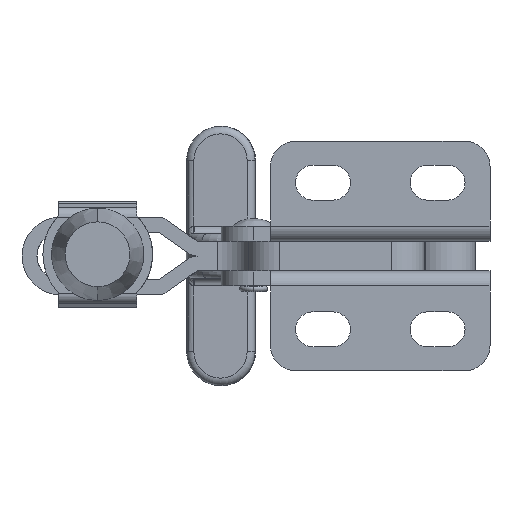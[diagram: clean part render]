
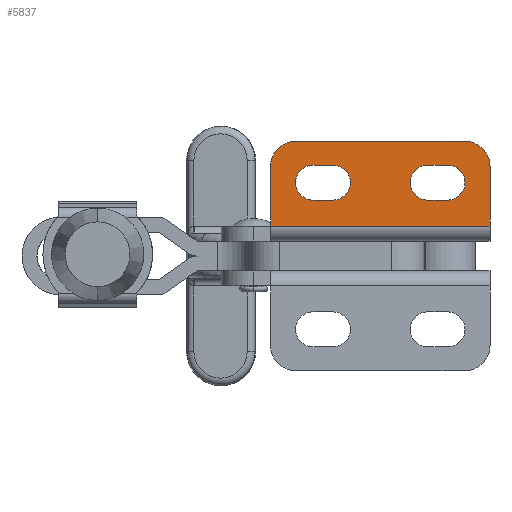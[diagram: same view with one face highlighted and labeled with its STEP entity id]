
A CAD part, front view. The second image highlights one B-rep face of the part: STEP entity #5837.
In plain terms, the highlighted planar face has unit normal (0, -1, 0).
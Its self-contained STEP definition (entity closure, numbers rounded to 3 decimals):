
#101 = VECTOR ( 'NONE', #16945, 1000. ) ;
#639 = CARTESIAN_POINT ( 'NONE',  ( -44., 0., 8.211 ) ) ;
#715 = LINE ( 'NONE', #2717, #6528 ) ;
#909 = CIRCLE ( 'NONE', #1662, 3.5 ) ;
#950 = LINE ( 'NONE', #22939, #14944 ) ;
#1209 = CARTESIAN_POINT ( 'NONE',  ( -5., 0., 15. ) ) ;
#1651 = VERTEX_POINT ( 'NONE', #30600 ) ;
#1662 = AXIS2_PLACEMENT_3D ( 'NONE', #5674, #23094, #8200 ) ;
#1802 = EDGE_CURVE ( 'NONE', #29364, #21367, #4847, .T. ) ;
#1819 = CARTESIAN_POINT ( 'NONE',  ( -44., 0., 3. ) ) ;
#2250 = DIRECTION ( 'NONE',  ( 0., -1., 0. ) ) ;
#2389 = ORIENTED_EDGE ( 'NONE', *, *, #31296, .F. ) ;
#2717 = CARTESIAN_POINT ( 'NONE',  ( -44., 0., 3. ) ) ;
#3061 = DIRECTION ( 'NONE',  ( 0., 1., 0. ) ) ;
#3503 = EDGE_CURVE ( 'NONE', #18622, #5960, #23080, .T. ) ;
#3666 = CARTESIAN_POINT ( 'NONE',  ( -12.5, 0., 8.211 ) ) ;
#3698 = DIRECTION ( 'NONE',  ( 0., 0., 1. ) ) ;
#4536 = EDGE_CURVE ( 'NONE', #27097, #5343, #19941, .T. ) ;
#4704 = VECTOR ( 'NONE', #27660, 1000. ) ;
#4847 = LINE ( 'NONE', #21572, #10677 ) ;
#5343 = VERTEX_POINT ( 'NONE', #31023 ) ;
#5674 = CARTESIAN_POINT ( 'NONE',  ( -8.5, 0., 11.711 ) ) ;
#5837 = ADVANCED_FACE ( 'NONE', ( #10165, #21058, #21840 ), #14078, .F. ) ;
#5960 = VERTEX_POINT ( 'NONE', #9939 ) ;
#6264 = ORIENTED_EDGE ( 'NONE', *, *, #30913, .T. ) ;
#6528 = VECTOR ( 'NONE', #20106, 1000. ) ;
#6801 = DIRECTION ( 'NONE',  ( 0., 0., 1. ) ) ;
#7082 = CARTESIAN_POINT ( 'NONE',  ( -35.5, 0., 11.711 ) ) ;
#7424 = VERTEX_POINT ( 'NONE', #3666 ) ;
#7681 = CARTESIAN_POINT ( 'NONE',  ( -44., 0., 20. ) ) ;
#7771 = CARTESIAN_POINT ( 'NONE',  ( -44., 0., 15.211 ) ) ;
#7779 = CARTESIAN_POINT ( 'NONE',  ( -31.5, 0., 11.711 ) ) ;
#8121 = EDGE_LOOP ( 'NONE', ( #17938, #21437, #18328, #29606 ) ) ;
#8200 = DIRECTION ( 'NONE',  ( 0., 0., 1. ) ) ;
#8280 = VERTEX_POINT ( 'NONE', #11968 ) ;
#9316 = AXIS2_PLACEMENT_3D ( 'NONE', #7779, #25178, #10273 ) ;
#9343 = EDGE_CURVE ( 'NONE', #1651, #7424, #19214, .T. ) ;
#9576 = DIRECTION ( 'NONE',  ( 0., 0., 1. ) ) ;
#9939 = CARTESIAN_POINT ( 'NONE',  ( -35.5, 0., 8.211 ) ) ;
#10165 = FACE_BOUND ( 'NONE', #19235, .T. ) ;
#10190 = DIRECTION ( 'NONE',  ( 1., 0., 0. ) ) ;
#10273 = DIRECTION ( 'NONE',  ( 0., 0., 1. ) ) ;
#10593 = AXIS2_PLACEMENT_3D ( 'NONE', #17126, #2250, #19644 ) ;
#10677 = VECTOR ( 'NONE', #29059, 1000. ) ;
#10875 = VERTEX_POINT ( 'NONE', #13139 ) ;
#10876 = CARTESIAN_POINT ( 'NONE',  ( -12.5, 0., 15.211 ) ) ;
#11456 = CARTESIAN_POINT ( 'NONE',  ( -44., 0., 8.211 ) ) ;
#11679 = CARTESIAN_POINT ( 'NONE',  ( -31.5, 0., 8.211 ) ) ;
#11717 = ORIENTED_EDGE ( 'NONE', *, *, #20976, .T. ) ;
#11954 = EDGE_LOOP ( 'NONE', ( #2389, #17531, #18243, #11717, #29218, #26075 ) ) ;
#11968 = CARTESIAN_POINT ( 'NONE',  ( -8.5, 0., 15.211 ) ) ;
#13052 = CIRCLE ( 'NONE', #9316, 3.5 ) ;
#13139 = CARTESIAN_POINT ( 'NONE',  ( -5., 0., 20. ) ) ;
#13653 = ORIENTED_EDGE ( 'NONE', *, *, #9343, .T. ) ;
#13731 = AXIS2_PLACEMENT_3D ( 'NONE', #7082, #24488, #9576 ) ;
#13782 = EDGE_CURVE ( 'NONE', #15860, #18622, #13052, .T. ) ;
#14070 = AXIS2_PLACEMENT_3D ( 'NONE', #1209, #18605, #3698 ) ;
#14078 = PLANE ( 'NONE',  #19883 ) ;
#14427 = VERTEX_POINT ( 'NONE', #10876 ) ;
#14944 = VECTOR ( 'NONE', #25451, 1000. ) ;
#15860 = VERTEX_POINT ( 'NONE', #21097 ) ;
#16478 = VECTOR ( 'NONE', #20638, 1000. ) ;
#16545 = EDGE_CURVE ( 'NONE', #24325, #29364, #22306, .T. ) ;
#16605 = EDGE_CURVE ( 'NONE', #8280, #1651, #909, .T. ) ;
#16848 = CARTESIAN_POINT ( 'NONE',  ( 0., 0., 3. ) ) ;
#16945 = DIRECTION ( 'NONE',  ( 0., 0., -1. ) ) ;
#17126 = CARTESIAN_POINT ( 'NONE',  ( -39., 0., 15. ) ) ;
#17531 = ORIENTED_EDGE ( 'NONE', *, *, #16545, .T. ) ;
#17698 = EDGE_CURVE ( 'NONE', #5960, #28705, #24231, .T. ) ;
#17938 = ORIENTED_EDGE ( 'NONE', *, *, #3503, .T. ) ;
#17955 = CARTESIAN_POINT ( 'NONE',  ( -12.5, 0., 11.711 ) ) ;
#18243 = ORIENTED_EDGE ( 'NONE', *, *, #1802, .T. ) ;
#18328 = ORIENTED_EDGE ( 'NONE', *, *, #30213, .T. ) ;
#18512 = CIRCLE ( 'NONE', #14070, 5. ) ;
#18605 = DIRECTION ( 'NONE',  ( 0., -1., 0. ) ) ;
#18622 = VERTEX_POINT ( 'NONE', #11679 ) ;
#18867 = DIRECTION ( 'NONE',  ( -1., 0., 0. ) ) ;
#19214 = LINE ( 'NONE', #11456, #30863 ) ;
#19235 = EDGE_LOOP ( 'NONE', ( #13653, #20288, #6264, #25343 ) ) ;
#19479 = CARTESIAN_POINT ( 'NONE',  ( -35.5, 0., 15.211 ) ) ;
#19644 = DIRECTION ( 'NONE',  ( 0., 0., 1. ) ) ;
#19883 = AXIS2_PLACEMENT_3D ( 'NONE', #1819, #21700, #6801 ) ;
#19941 = LINE ( 'NONE', #16848, #101 ) ;
#19975 = CIRCLE ( 'NONE', #24344, 3.5 ) ;
#20106 = DIRECTION ( 'NONE',  ( 1., 0., 0. ) ) ;
#20288 = ORIENTED_EDGE ( 'NONE', *, *, #27829, .T. ) ;
#20384 = LINE ( 'NONE', #7681, #21161 ) ;
#20462 = DIRECTION ( 'NONE',  ( 0., 0., 1. ) ) ;
#20638 = DIRECTION ( 'NONE',  ( -1., 0., 0. ) ) ;
#20976 = EDGE_CURVE ( 'NONE', #21367, #5343, #715, .T. ) ;
#21058 = FACE_BOUND ( 'NONE', #8121, .T. ) ;
#21097 = CARTESIAN_POINT ( 'NONE',  ( -31.5, 0., 15.211 ) ) ;
#21161 = VECTOR ( 'NONE', #10190, 1000. ) ;
#21367 = VERTEX_POINT ( 'NONE', #26929 ) ;
#21437 = ORIENTED_EDGE ( 'NONE', *, *, #17698, .T. ) ;
#21572 = CARTESIAN_POINT ( 'NONE',  ( -44., 0., 3. ) ) ;
#21700 = DIRECTION ( 'NONE',  ( 0., 1., 0. ) ) ;
#21840 = FACE_OUTER_BOUND ( 'NONE', #11954, .T. ) ;
#22306 = CIRCLE ( 'NONE', #10593, 5. ) ;
#22939 = CARTESIAN_POINT ( 'NONE',  ( -44., 0., 15.211 ) ) ;
#23080 = LINE ( 'NONE', #639, #16478 ) ;
#23094 = DIRECTION ( 'NONE',  ( 0., 1., 0. ) ) ;
#23776 = LINE ( 'NONE', #7771, #4704 ) ;
#24231 = CIRCLE ( 'NONE', #13731, 3.5 ) ;
#24325 = VERTEX_POINT ( 'NONE', #30910 ) ;
#24344 = AXIS2_PLACEMENT_3D ( 'NONE', #17955, #3061, #20462 ) ;
#24488 = DIRECTION ( 'NONE',  ( 0., 1., 0. ) ) ;
#25178 = DIRECTION ( 'NONE',  ( 0., 1., 0. ) ) ;
#25343 = ORIENTED_EDGE ( 'NONE', *, *, #16605, .T. ) ;
#25416 = EDGE_CURVE ( 'NONE', #27097, #10875, #18512, .T. ) ;
#25451 = DIRECTION ( 'NONE',  ( 1., 0., 0. ) ) ;
#26075 = ORIENTED_EDGE ( 'NONE', *, *, #25416, .T. ) ;
#26929 = CARTESIAN_POINT ( 'NONE',  ( -44., 0., 3. ) ) ;
#27097 = VERTEX_POINT ( 'NONE', #28786 ) ;
#27363 = CARTESIAN_POINT ( 'NONE',  ( -44., 0., 15. ) ) ;
#27660 = DIRECTION ( 'NONE',  ( 1., 0., 0. ) ) ;
#27829 = EDGE_CURVE ( 'NONE', #7424, #14427, #19975, .T. ) ;
#28705 = VERTEX_POINT ( 'NONE', #19479 ) ;
#28786 = CARTESIAN_POINT ( 'NONE',  ( 0., 0., 15. ) ) ;
#29059 = DIRECTION ( 'NONE',  ( 0., 0., -1. ) ) ;
#29218 = ORIENTED_EDGE ( 'NONE', *, *, #4536, .F. ) ;
#29364 = VERTEX_POINT ( 'NONE', #27363 ) ;
#29606 = ORIENTED_EDGE ( 'NONE', *, *, #13782, .T. ) ;
#30213 = EDGE_CURVE ( 'NONE', #28705, #15860, #23776, .T. ) ;
#30600 = CARTESIAN_POINT ( 'NONE',  ( -8.5, 0., 8.211 ) ) ;
#30863 = VECTOR ( 'NONE', #18867, 1000. ) ;
#30910 = CARTESIAN_POINT ( 'NONE',  ( -39., 0., 20. ) ) ;
#30913 = EDGE_CURVE ( 'NONE', #14427, #8280, #950, .T. ) ;
#31023 = CARTESIAN_POINT ( 'NONE',  ( 0., 0., 3. ) ) ;
#31296 = EDGE_CURVE ( 'NONE', #24325, #10875, #20384, .T. ) ;
